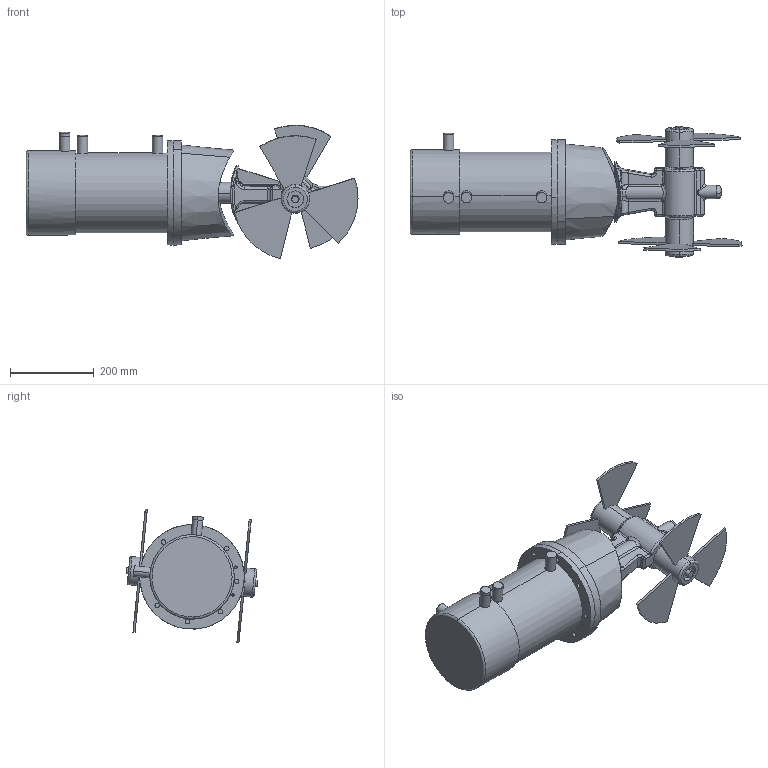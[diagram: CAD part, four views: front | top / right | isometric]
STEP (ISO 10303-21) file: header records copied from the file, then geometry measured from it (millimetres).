
FILE_DESCRIPTION(('CATIA V5 STEP Exchange'),'2;1');
FILE_NAME('CT300.stp','2016-02-25T13:21:56+00:00',('none'),('none'),'CATIA Version 5 Release 21 GA (IN-10)','CATIA V5 STEP AP203','none');
FILE_SCHEMA(('CONFIG_CONTROL_DESIGN'));
Length unit declared in the file: millimetre
Products named in the file (1): CT300_AllCATPart
Bounding box: 794.53 x 314.03 x 319.54 mm (x, y, z)
Volume: 17742250.3 mm3; surface area: 786002.5 mm2
Topology: 3 solids, 6 shells, 481 faces, 1197 edges, 742 vertices
Faces by surface type: cylinder 193, plane 137, torus 85, bspline 44, cone 8, sphere 8, revolution 4, extrusion 2
Entity records: 18077 total; most frequent: CARTESIAN_POINT 7739, ORIENTED_EDGE 2354, DIRECTION 1623, EDGE_CURVE 1177, AXIS2_PLACEMENT_3D 836, VERTEX_POINT 742, EDGE_LOOP 523, ADVANCED_FACE 481
